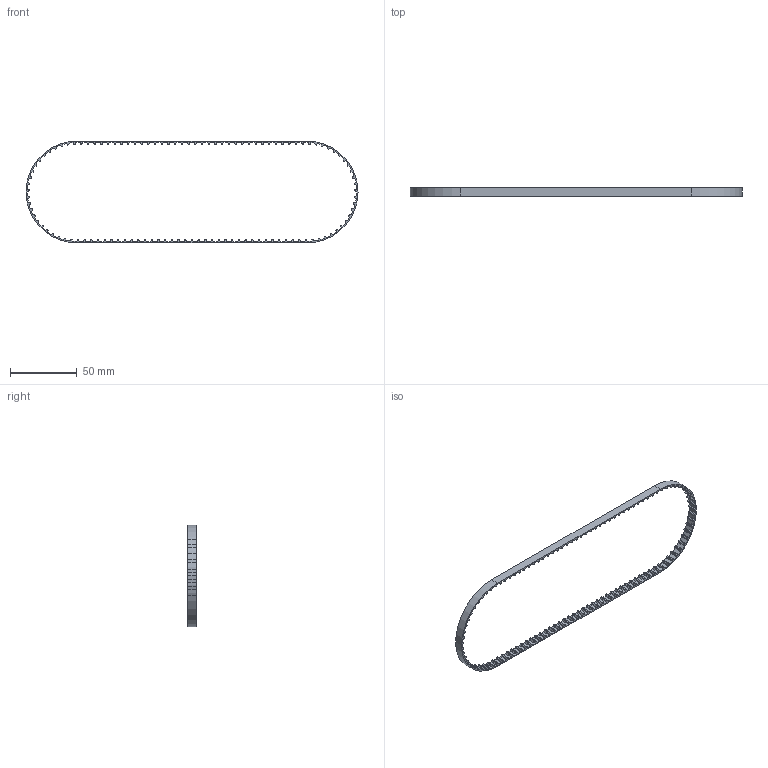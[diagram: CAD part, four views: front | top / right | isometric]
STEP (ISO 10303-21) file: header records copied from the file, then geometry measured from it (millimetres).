
FILE_DESCRIPTION (( 'STEP AP214' ), '1' );
FILE_NAME ('230XL025NG.step', '2015-04-08T23:04:01', ( '' ), ( '' ), 'SwSTEP 2.0', 'SolidWorks 2014', '' );
FILE_SCHEMA (( 'AUTOMOTIVE_DESIGN' ));
Length unit declared in the file: inch
Products named in the file (1): 230XL025NG
Bounding box: 248.61 x 6.35 x 76.2 mm (x, y, z)
Volume: 5124.6 mm3; surface area: 10017.8 mm2
Topology: 1 solids, 1 shells, 960 faces, 2874 edges, 1916 vertices
Faces by surface type: cylinder 542, plane 418
Entity records: 32766 total; most frequent: DIRECTION 5880, CARTESIAN_POINT 5751, ORIENTED_EDGE 5748, EDGE_CURVE 2874, AXIS2_PLACEMENT_3D 2045, VERTEX_POINT 1916, LINE 1790, VECTOR 1790
